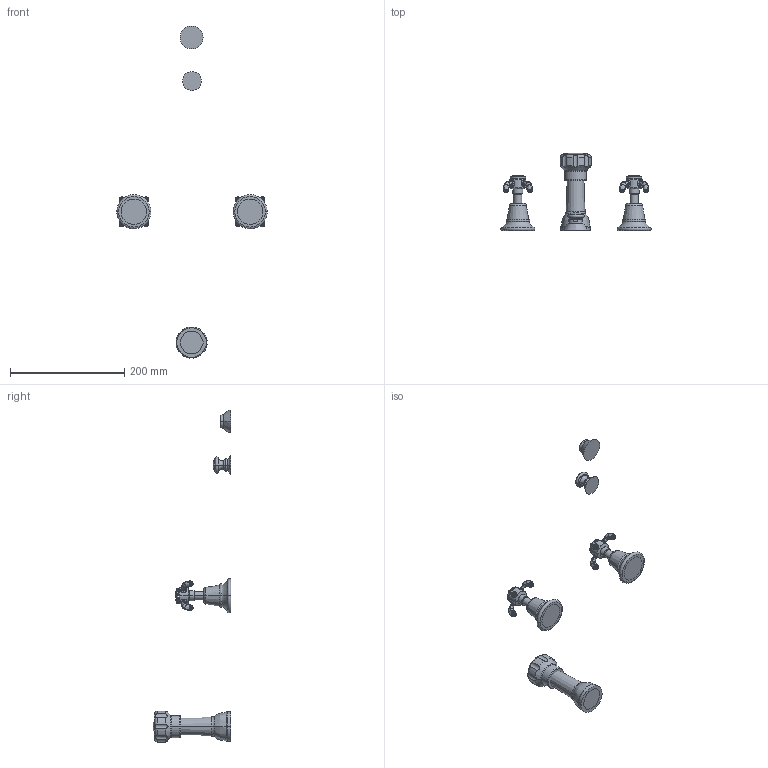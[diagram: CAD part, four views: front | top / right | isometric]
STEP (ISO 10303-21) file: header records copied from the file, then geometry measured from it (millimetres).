
FILE_DESCRIPTION((''),'2;1');
FILE_NAME('1689_WEB','2010-10-29T',('project'),(''),'PRO/ENGINEER BY PARAMETRIC TECHNOLOGY CORPORATION, 2009300','PRO/ENGINEER BY PARAMETRIC TECHNOLOGY CORPORATION, 2009300','');
FILE_SCHEMA(('CONFIG_CONTROL_DESIGN'));
Length unit declared in the file: inch
Products named in the file (1): 1689_WEB
Bounding box: 262.88 x 135.97 x 580.53 mm (x, y, z)
Surface area: 73187.5 mm2 (no closed solid volume)
Topology: 0 solids, 83 shells, 599 faces, 2091 edges, 1492 vertices
Faces by surface type: bspline 406, sphere 58, torus 50, cylinder 40, cone 24, plane 21
Entity records: 37364 total; most frequent: CARTESIAN_POINT 23270, ORIENTED_EDGE 3060, EDGE_CURVE 2035, DIRECTION 2009, VERTEX_POINT 1492, B_SPLINE_CURVE_WITH_KNOTS 1176, AXIS2_PLACEMENT_3D 957, CIRCLE 764
